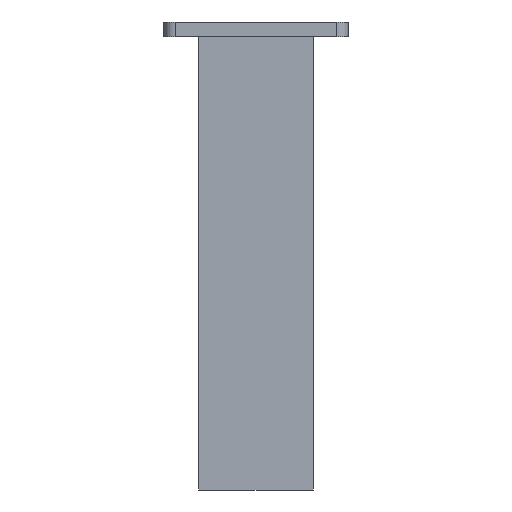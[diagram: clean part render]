
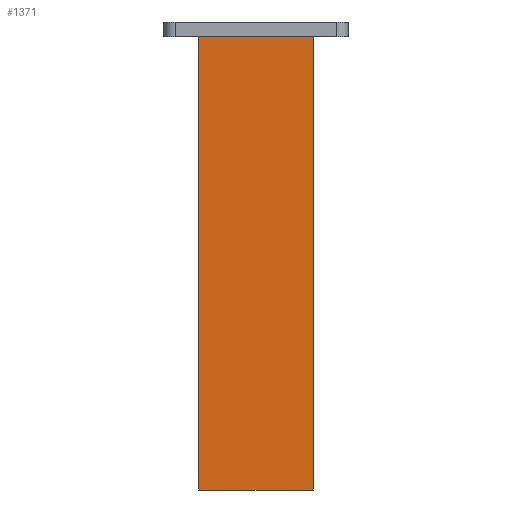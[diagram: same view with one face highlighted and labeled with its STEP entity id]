
A CAD part, front view. The second image highlights one B-rep face of the part: STEP entity #1371.
In plain terms, the highlighted planar face has unit normal (0, -1, 0).
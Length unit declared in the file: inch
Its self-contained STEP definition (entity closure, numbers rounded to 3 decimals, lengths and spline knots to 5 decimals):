
#26 = VERTEX_POINT ( 'NONE', #1038 ) ;
#27 = EDGE_CURVE ( 'NONE', #230, #26, #915, .T. ) ;
#107 = DIRECTION ( 'NONE',  ( 0., 0., 1. ) ) ;
#154 = ORIENTED_EDGE ( 'NONE', *, *, #468, .T. ) ;
#160 = VECTOR ( 'NONE', #107, 39.37008 ) ;
#177 = EDGE_LOOP ( 'NONE', ( #154, #1097, #1449, #1464 ) ) ;
#181 = VECTOR ( 'NONE', #432, 39.37008 ) ;
#220 = AXIS2_PLACEMENT_3D ( 'NONE', #418, #1217, #745 ) ;
#230 = VERTEX_POINT ( 'NONE', #688 ) ;
#284 = FACE_OUTER_BOUND ( 'NONE', #177, .T. ) ;
#298 = DIRECTION ( 'NONE',  ( 1., 0., 0. ) ) ;
#396 = CARTESIAN_POINT ( 'NONE',  ( 0., -0.63644, -0.31496 ) ) ;
#418 = CARTESIAN_POINT ( 'NONE',  ( -1.20908, -0.63644, -9.84252 ) ) ;
#432 = DIRECTION ( 'NONE',  ( -1., 0., 0. ) ) ;
#468 = EDGE_CURVE ( 'NONE', #1304, #707, #664, .T. ) ;
#516 = CARTESIAN_POINT ( 'NONE',  ( 1.20908, -0.63644, -9.84252 ) ) ;
#525 = LINE ( 'NONE', #396, #181 ) ;
#554 = VECTOR ( 'NONE', #298, 39.37008 ) ;
#664 = LINE ( 'NONE', #516, #1118 ) ;
#688 = CARTESIAN_POINT ( 'NONE',  ( -1.20908, -0.63644, -9.84252 ) ) ;
#707 = VERTEX_POINT ( 'NONE', #948 ) ;
#745 = DIRECTION ( 'NONE',  ( 1., 0., 0. ) ) ;
#759 = DIRECTION ( 'NONE',  ( 0., 0., 1. ) ) ;
#841 = EDGE_CURVE ( 'NONE', #707, #26, #525, .T. ) ;
#843 = CARTESIAN_POINT ( 'NONE',  ( 1.20908, -0.63644, -9.84252 ) ) ;
#915 = LINE ( 'NONE', #925, #160 ) ;
#925 = CARTESIAN_POINT ( 'NONE',  ( -1.20908, -0.63644, -9.84252 ) ) ;
#948 = CARTESIAN_POINT ( 'NONE',  ( 1.20908, -0.63644, -0.31496 ) ) ;
#952 = EDGE_CURVE ( 'NONE', #230, #1304, #980, .T. ) ;
#980 = LINE ( 'NONE', #1441, #554 ) ;
#1038 = CARTESIAN_POINT ( 'NONE',  ( -1.20908, -0.63644, -0.31496 ) ) ;
#1097 = ORIENTED_EDGE ( 'NONE', *, *, #841, .T. ) ;
#1118 = VECTOR ( 'NONE', #759, 39.37008 ) ;
#1126 = PLANE ( 'NONE',  #220 ) ;
#1217 = DIRECTION ( 'NONE',  ( 0., -1., 0. ) ) ;
#1304 = VERTEX_POINT ( 'NONE', #843 ) ;
#1371 = ADVANCED_FACE ( 'NONE', ( #284 ), #1126, .T. ) ;
#1441 = CARTESIAN_POINT ( 'NONE',  ( -1.20908, -0.63644, -9.84252 ) ) ;
#1449 = ORIENTED_EDGE ( 'NONE', *, *, #27, .F. ) ;
#1464 = ORIENTED_EDGE ( 'NONE', *, *, #952, .T. ) ;
